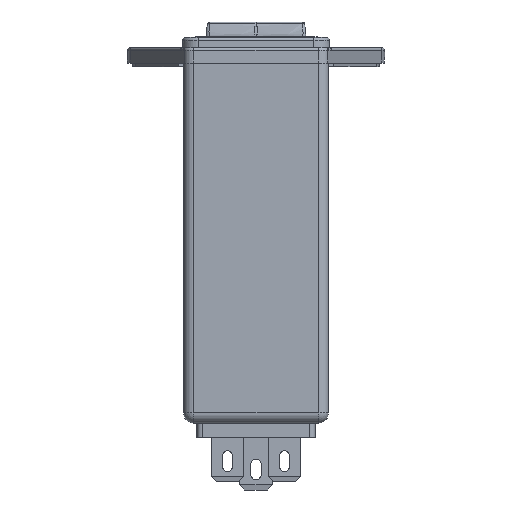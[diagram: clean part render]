
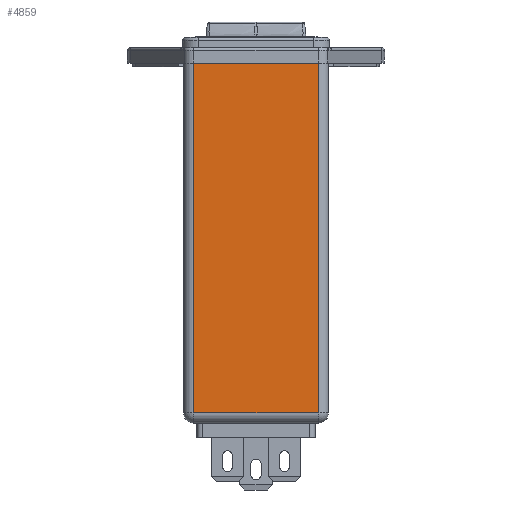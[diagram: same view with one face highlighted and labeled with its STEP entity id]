
A CAD part, front view. The second image highlights one B-rep face of the part: STEP entity #4859.
In plain terms, the highlighted planar face has unit normal (0, -1, 0).
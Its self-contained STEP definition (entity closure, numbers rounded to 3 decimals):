
#4764 = VERTEX_POINT ( 'NONE', #21453 ) ;
#4766 = EDGE_CURVE ( 'NONE', #4764, #4767, #21518, .T. ) ;
#4767 = VERTEX_POINT ( 'NONE', #21514 ) ;
#4859 = ADVANCED_FACE ( 'NONE', ( #21671 ), #21670, .T. ) ;
#4860 = EDGE_LOOP ( 'NONE', ( #4861, #4862, #4865, #4926 ) ) ;
#4861 = ORIENTED_EDGE ( 'NONE', *, *, #4766, .F. ) ;
#4862 = ORIENTED_EDGE ( 'NONE', *, *, #4863, .T. ) ;
#4863 = EDGE_CURVE ( 'NONE', #4764, #4864, #21665, .T. ) ;
#4864 = VERTEX_POINT ( 'NONE', #21661 ) ;
#4865 = ORIENTED_EDGE ( 'NONE', *, *, #4866, .T. ) ;
#4866 = EDGE_CURVE ( 'NONE', #4864, #4867, #21660, .T. ) ;
#4867 = VERTEX_POINT ( 'NONE', #21656 ) ;
#4926 = ORIENTED_EDGE ( 'NONE', *, *, #4927, .T. ) ;
#4927 = EDGE_CURVE ( 'NONE', #4867, #4767, #21755, .T. ) ;
#21453 = CARTESIAN_POINT ( 'NONE',  ( -12.1, -29.95, 0. ) ) ;
#21514 = CARTESIAN_POINT ( 'NONE',  ( 12.1, -29.95, 0. ) ) ;
#21515 = DIRECTION ( 'NONE',  ( 1., 0., 0. ) ) ;
#21516 = VECTOR ( 'NONE', #21515, 1000. ) ;
#21517 = CARTESIAN_POINT ( 'NONE',  ( -14.1, -29.95, 0. ) ) ;
#21518 = LINE ( 'NONE', #21517, #21516 ) ;
#21656 = CARTESIAN_POINT ( 'NONE',  ( 12.1, -29.95, -68. ) ) ;
#21657 = DIRECTION ( 'NONE',  ( 1., 0., 0. ) ) ;
#21658 = VECTOR ( 'NONE', #21657, 1000. ) ;
#21659 = CARTESIAN_POINT ( 'NONE',  ( 14.1, -29.95, -68. ) ) ;
#21660 = LINE ( 'NONE', #21659, #21658 ) ;
#21661 = CARTESIAN_POINT ( 'NONE',  ( -12.1, -29.95, -68. ) ) ;
#21662 = DIRECTION ( 'NONE',  ( 0., 0., -1. ) ) ;
#21663 = VECTOR ( 'NONE', #21662, 1000. ) ;
#21664 = CARTESIAN_POINT ( 'NONE',  ( -12.1, -29.95, -70. ) ) ;
#21665 = LINE ( 'NONE', #21664, #21663 ) ;
#21666 = DIRECTION ( 'NONE',  ( 1., 0., 0. ) ) ;
#21667 = DIRECTION ( 'NONE',  ( 0., -1., 0. ) ) ;
#21668 = CARTESIAN_POINT ( 'NONE',  ( -14.1, -29.95, -70. ) ) ;
#21669 = AXIS2_PLACEMENT_3D ( 'NONE', #21668, #21667, #21666 ) ;
#21670 = PLANE ( 'NONE',  #21669 ) ;
#21671 = FACE_OUTER_BOUND ( 'NONE', #4860, .T. ) ;
#21752 = DIRECTION ( 'NONE',  ( 0., 0., 1. ) ) ;
#21753 = VECTOR ( 'NONE', #21752, 1000. ) ;
#21754 = CARTESIAN_POINT ( 'NONE',  ( 12.1, -29.95, -70. ) ) ;
#21755 = LINE ( 'NONE', #21754, #21753 ) ;
